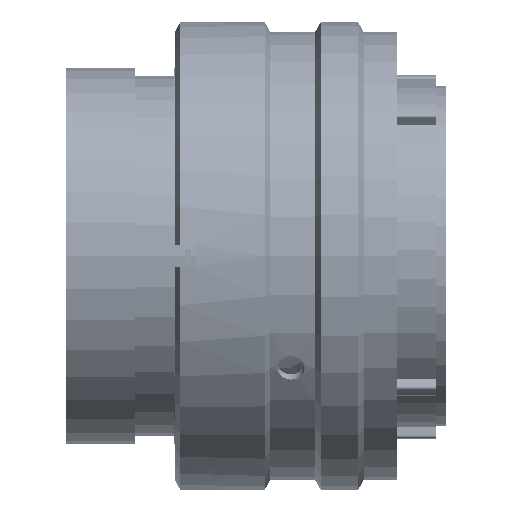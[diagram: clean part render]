
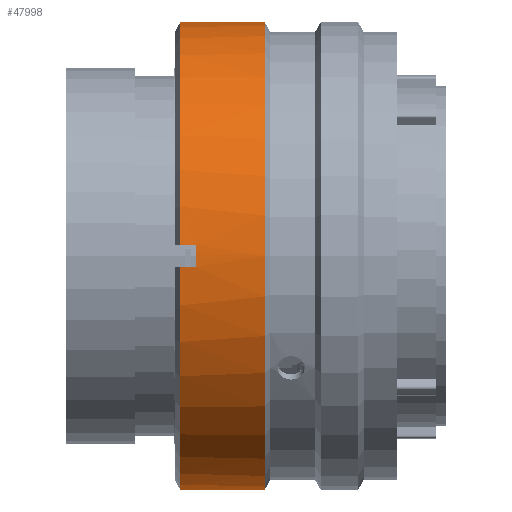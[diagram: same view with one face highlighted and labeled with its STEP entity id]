
A CAD part, front view. The second image highlights one B-rep face of the part: STEP entity #47998.
In plain terms, the highlighted cylindrical face has radius 20.6 mm (diameter 41.2 mm), a partial arc.
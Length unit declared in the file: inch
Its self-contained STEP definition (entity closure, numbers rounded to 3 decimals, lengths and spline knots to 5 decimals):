
#18286 = EDGE_CURVE ( 'NONE', #151465, #153035, #175153, .T. ) ;
#18290 = EDGE_CURVE ( 'NONE', #153653, #151465, #116096, .T. ) ;
#18325 = EDGE_CURVE ( 'NONE', #153035, #153605, #116112, .T. ) ;
#18741 = EDGE_CURVE ( 'NONE', #153915, #152134, #176091, .T. ) ;
#18751 = EDGE_CURVE ( 'NONE', #153653, #153105, #176106, .T. ) ;
#47998 = ADVANCED_FACE ( 'NONE', ( #174370 ), #174394, .T. ) ;
#53094 = EDGE_CURVE ( 'NONE', #152421, #150812, #115679, .T. ) ;
#53105 = EDGE_CURVE ( 'NONE', #150812, #153915, #112184, .T. ) ;
#53120 = EDGE_CURVE ( 'NONE', #153105, #152134, #112218, .T. ) ;
#53350 = EDGE_CURVE ( 'NONE', #153605, #153808, #116965, .T. ) ;
#53369 = EDGE_CURVE ( 'NONE', #153808, #152685, #112795, .T. ) ;
#53376 = EDGE_CURVE ( 'NONE', #152685, #152598, #117057, .T. ) ;
#53382 = EDGE_CURVE ( 'NONE', #152598, #152421, #112838, .T. ) ;
#112168 = VECTOR ( 'NONE', #115681, 39.37008 ) ;
#112184 = CIRCLE ( 'NONE', #112195, 0.81102 ) ;
#112195 = AXIS2_PLACEMENT_3D ( 'NONE', #115704, #115705, #115706 ) ;
#112218 = CIRCLE ( 'NONE', #112224, 0.81102 ) ;
#112224 = AXIS2_PLACEMENT_3D ( 'NONE', #115733, #115734, #115736 ) ;
#112732 = VECTOR ( 'NONE', #116970, 39.37008 ) ;
#112783 = EDGE_LOOP ( 'NONE', ( #155996, #155999, #156001, #156004, #156007, #156009, #156012, #156015, #156018, #156020, #156023, #156026 ) ) ;
#112795 = CIRCLE ( 'NONE', #112812, 0.81102 ) ;
#112801 = VECTOR ( 'NONE', #117067, 39.37008 ) ;
#112812 = AXIS2_PLACEMENT_3D ( 'NONE', #117044, #117045, #117047 ) ;
#112838 = CIRCLE ( 'NONE', #112855, 0.81102 ) ;
#112855 = AXIS2_PLACEMENT_3D ( 'NONE', #117093, #117095, #117097 ) ;
#115679 = LINE ( 'NONE', #115680, #112168 ) ;
#115680 = CARTESIAN_POINT ( 'NONE',  ( 1.14449, -0.03937, -0.81007 ) ) ;
#115681 = DIRECTION ( 'NONE',  ( 1., 0., 0. ) ) ;
#115704 = CARTESIAN_POINT ( 'NONE',  ( 0.44961, 0., 0. ) ) ;
#115705 = DIRECTION ( 'NONE',  ( 1., 0., 0. ) ) ;
#115706 = DIRECTION ( 'NONE',  ( 0., 0., 1. ) ) ;
#115733 = CARTESIAN_POINT ( 'NONE',  ( 0.68661, 0., 0. ) ) ;
#115734 = DIRECTION ( 'NONE',  ( 1., 0., 0. ) ) ;
#115736 = DIRECTION ( 'NONE',  ( 0., 0., -1. ) ) ;
#116093 = VECTOR ( 'NONE', #175156, 39.37008 ) ;
#116096 = CIRCLE ( 'NONE', #116098, 0.81102 ) ;
#116098 = AXIS2_PLACEMENT_3D ( 'NONE', #175160, #175161, #175162 ) ;
#116111 = AXIS2_PLACEMENT_3D ( 'NONE', #175203, #175204, #175205 ) ;
#116112 = CIRCLE ( 'NONE', #116111, 0.81102 ) ;
#116312 = VECTOR ( 'NONE', #176105, 39.37008 ) ;
#116313 = VECTOR ( 'NONE', #176135, 39.37008 ) ;
#116965 = LINE ( 'NONE', #116969, #112732 ) ;
#116969 = CARTESIAN_POINT ( 'NONE',  ( 1.14449, -0.81007, 0.03937 ) ) ;
#116970 = DIRECTION ( 'NONE',  ( 1., 0., 0. ) ) ;
#117044 = CARTESIAN_POINT ( 'NONE',  ( 0.44961, 0., 0. ) ) ;
#117045 = DIRECTION ( 'NONE',  ( 1., 0., 0. ) ) ;
#117047 = DIRECTION ( 'NONE',  ( 0., 0., 1. ) ) ;
#117049 = CARTESIAN_POINT ( 'NONE',  ( 1.14449, -0.81007, -0.03937 ) ) ;
#117057 = LINE ( 'NONE', #117049, #112801 ) ;
#117067 = DIRECTION ( 'NONE',  ( -1., 0., 0. ) ) ;
#117093 = CARTESIAN_POINT ( 'NONE',  ( 0.39449, 0., 0. ) ) ;
#117095 = DIRECTION ( 'NONE',  ( 1., 0., 0. ) ) ;
#117097 = DIRECTION ( 'NONE',  ( 0., 0., -1. ) ) ;
#150390 = CARTESIAN_POINT ( 'NONE',  ( 0.44961, -0.03937, -0.81007 ) ) ;
#150812 = VERTEX_POINT ( 'NONE', #150390 ) ;
#150858 = CARTESIAN_POINT ( 'NONE',  ( 0.44961, -0.03937, 0.81007 ) ) ;
#151465 = VERTEX_POINT ( 'NONE', #150858 ) ;
#151527 = CARTESIAN_POINT ( 'NONE',  ( 0.68661, 0., -0.81102 ) ) ;
#151825 = CARTESIAN_POINT ( 'NONE',  ( 0.39449, -0.03937, -0.81007 ) ) ;
#152030 = CARTESIAN_POINT ( 'NONE',  ( 0.39449, -0.81007, -0.03937 ) ) ;
#152118 = CARTESIAN_POINT ( 'NONE',  ( 0.44961, -0.81007, -0.03937 ) ) ;
#152134 = VERTEX_POINT ( 'NONE', #151527 ) ;
#152421 = VERTEX_POINT ( 'NONE', #151825 ) ;
#152450 = CARTESIAN_POINT ( 'NONE',  ( 0.39449, -0.03937, 0.81007 ) ) ;
#152504 = CARTESIAN_POINT ( 'NONE',  ( 0.68661, 0., 0.81102 ) ) ;
#152598 = VERTEX_POINT ( 'NONE', #152030 ) ;
#152685 = VERTEX_POINT ( 'NONE', #152118 ) ;
#153035 = VERTEX_POINT ( 'NONE', #152450 ) ;
#153060 = CARTESIAN_POINT ( 'NONE',  ( 0.39449, -0.81007, 0.03937 ) ) ;
#153105 = VERTEX_POINT ( 'NONE', #152504 ) ;
#153136 = CARTESIAN_POINT ( 'NONE',  ( 0.44961, 0., 0.81102 ) ) ;
#153300 = CARTESIAN_POINT ( 'NONE',  ( 0.44961, -0.81007, 0.03937 ) ) ;
#153408 = CARTESIAN_POINT ( 'NONE',  ( 0.44961, 0., -0.81102 ) ) ;
#153605 = VERTEX_POINT ( 'NONE', #153060 ) ;
#153653 = VERTEX_POINT ( 'NONE', #153136 ) ;
#153808 = VERTEX_POINT ( 'NONE', #153300 ) ;
#153915 = VERTEX_POINT ( 'NONE', #153408 ) ;
#155996 = ORIENTED_EDGE ( 'NONE', *, *, #18751, .F. ) ;
#155999 = ORIENTED_EDGE ( 'NONE', *, *, #18290, .T. ) ;
#156001 = ORIENTED_EDGE ( 'NONE', *, *, #18286, .T. ) ;
#156004 = ORIENTED_EDGE ( 'NONE', *, *, #18325, .T. ) ;
#156007 = ORIENTED_EDGE ( 'NONE', *, *, #53350, .T. ) ;
#156009 = ORIENTED_EDGE ( 'NONE', *, *, #53369, .T. ) ;
#156012 = ORIENTED_EDGE ( 'NONE', *, *, #53376, .T. ) ;
#156015 = ORIENTED_EDGE ( 'NONE', *, *, #53382, .T. ) ;
#156018 = ORIENTED_EDGE ( 'NONE', *, *, #53094, .T. ) ;
#156020 = ORIENTED_EDGE ( 'NONE', *, *, #53105, .T. ) ;
#156023 = ORIENTED_EDGE ( 'NONE', *, *, #18741, .T. ) ;
#156026 = ORIENTED_EDGE ( 'NONE', *, *, #53120, .F. ) ;
#174370 = FACE_OUTER_BOUND ( 'NONE', #112783, .T. ) ;
#174372 = CARTESIAN_POINT ( 'NONE',  ( 1.14449, 0., 0. ) ) ;
#174394 = CYLINDRICAL_SURFACE ( 'NONE', #187146, 0.81102 ) ;
#174396 = DIRECTION ( 'NONE',  ( 1., 0., 0. ) ) ;
#174398 = DIRECTION ( 'NONE',  ( 0., 0., -1. ) ) ;
#175153 = LINE ( 'NONE', #175154, #116093 ) ;
#175154 = CARTESIAN_POINT ( 'NONE',  ( 1.14449, -0.03937, 0.81007 ) ) ;
#175156 = DIRECTION ( 'NONE',  ( -1., 0., 0. ) ) ;
#175160 = CARTESIAN_POINT ( 'NONE',  ( 0.44961, 0., 0. ) ) ;
#175161 = DIRECTION ( 'NONE',  ( 1., 0., 0. ) ) ;
#175162 = DIRECTION ( 'NONE',  ( 0., 0., 1. ) ) ;
#175203 = CARTESIAN_POINT ( 'NONE',  ( 0.39449, 0., 0. ) ) ;
#175204 = DIRECTION ( 'NONE',  ( 1., 0., 0. ) ) ;
#175205 = DIRECTION ( 'NONE',  ( 0., 0., -1. ) ) ;
#176091 = LINE ( 'NONE', #176103, #116312 ) ;
#176103 = CARTESIAN_POINT ( 'NONE',  ( 1.14449, 0., -0.81102 ) ) ;
#176105 = DIRECTION ( 'NONE',  ( 1., 0., 0. ) ) ;
#176106 = LINE ( 'NONE', #176133, #116313 ) ;
#176133 = CARTESIAN_POINT ( 'NONE',  ( 1.14449, 0., 0.81102 ) ) ;
#176135 = DIRECTION ( 'NONE',  ( 1., 0., 0. ) ) ;
#187146 = AXIS2_PLACEMENT_3D ( 'NONE', #174372, #174396, #174398 ) ;
